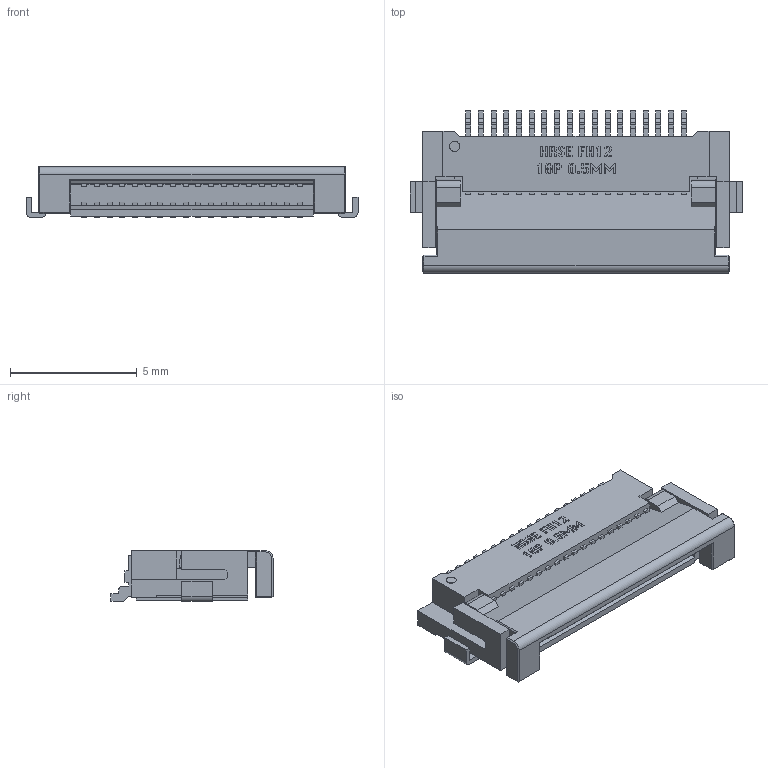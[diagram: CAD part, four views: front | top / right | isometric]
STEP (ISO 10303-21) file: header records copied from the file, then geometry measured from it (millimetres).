
FILE_DESCRIPTION(/* description */ ('model of Conn_HRSE-SH12-18P-0.5-BOT'),/* implementation_level */ '2;1');
FILE_NAME(/* name */ 'Conn_HRSE-SH12-18P-0.5-BOT.stp',/* time_stamp */ '2015-12-13T22:20:07',/* author */ ('Joan The Spark',''),/* organization */ (''),/* preprocessor_version */ '',/* originating_system */ '',/* authorisation */ '');
FILE_SCHEMA (('AUTOMOTIVE_DESIGN { 1 0 10303 214 3 1 1 }'));
Length unit declared in the file: millimetre
Products named in the file (1): Conn_HRSE-SH12-xP-0.5-BOT
Bounding box: 13.1 x 6.4 x 2 mm (x, y, z)
Volume: 81.1 mm3; surface area: 360.6 mm2
Topology: 1 solids, 1 shells, 904 faces, 2546 edges, 1686 vertices
Faces by surface type: plane 876, cylinder 26, cone 2
Full cylindrical faces by diameter (mm): 0.4 x1
Entity records: 28985 total; most frequent: CARTESIAN_POINT 5136, ORIENTED_EDGE 5090, DIRECTION 4409, EDGE_CURVE 2545, LINE 2491, VECTOR 2491, VERTEX_POINT 1686, AXIS2_PLACEMENT_3D 959
